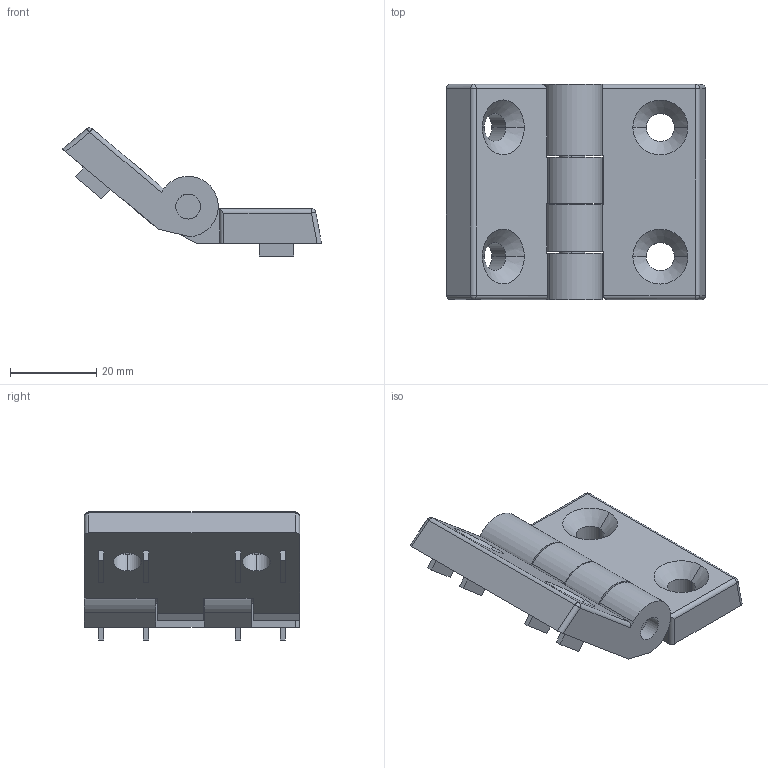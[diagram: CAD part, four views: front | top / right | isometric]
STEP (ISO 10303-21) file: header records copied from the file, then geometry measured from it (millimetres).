
FILE_DESCRIPTION (( 'STEP AP214' ), '1' );
FILE_NAME ('SNSD.30.51.05. Ïåòëÿ ïëàñòèêîâàÿ 40(E21).STEP', '2020-07-31T10:33:38', ( 'Ïîëüçîâàòåëü Windows' ), ( '' ), 'SwSTEP 2.0', 'SolidWorks 2020', '' );
FILE_SCHEMA (( 'AUTOMOTIVE_DESIGN' ));
Length unit declared in the file: millimetre
Products named in the file (4): SNSD.30.51.00. Ïåòëÿ ïëàñòèêîâàÿ (B18)E20E21_00; SNSD.30.51.00. Ïåòëÿ ïëàñòèêîâàÿ ìàëàÿ ÷àñòü(B18)E20E21_00; SNSD.30.51.00. ﾏ琿褻 (B18)E20E21_00; SNSD.30.51.05. Ïåòëÿ ïëàñòèêîâàÿ 40(E21)
Assembly tree (3 placements, depth 2):
  SNSD.30.51.05. Ïåòëÿ ïëàñòèêîâàÿ 40(E21)
    SNSD.30.51.00. Ïåòëÿ ïëàñòèêîâàÿ (B18)E20E21_00
    SNSD.30.51.00. Ïåòëÿ ïëàñòèêîâàÿ ìàëàÿ ÷àñòü(B18)E20E21_00
    SNSD.30.51.00. ﾏ琿褻 (B18)E20E21_00
Bounding box: 60.18 x 50 x 29.77 mm (x, y, z)
Volume: 25451.9 mm3; surface area: 12146.2 mm2
Topology: 3 solids, 3 shells, 120 faces, 300 edges, 190 vertices
Faces by surface type: plane 66, cylinder 42, cone 8, sphere 4
Entity records: 3726 total; most frequent: CARTESIAN_POINT 648, DIRECTION 622, ORIENTED_EDGE 592, EDGE_CURVE 296, AXIS2_PLACEMENT_3D 208, VECTOR 206, LINE 206, VERTEX_POINT 190
